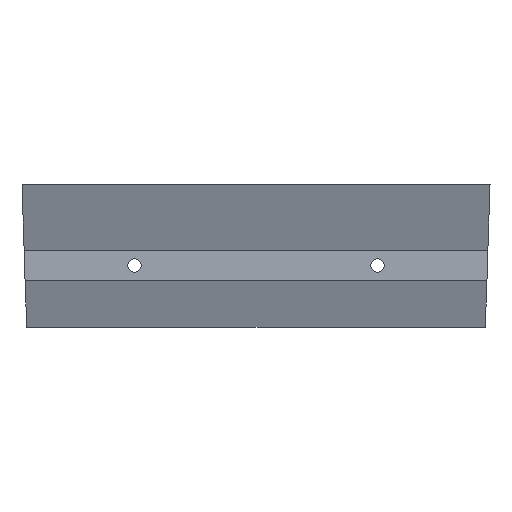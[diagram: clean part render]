
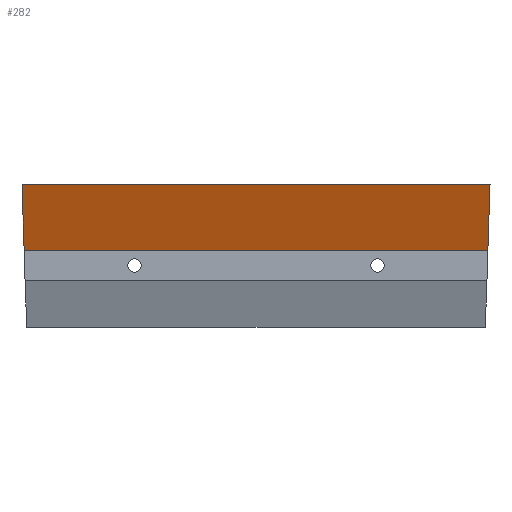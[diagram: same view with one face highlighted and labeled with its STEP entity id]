
A CAD part, top view. The second image highlights one B-rep face of the part: STEP entity #282.
In plain terms, the highlighted planar face has unit normal (0, -0.342, 0.94).
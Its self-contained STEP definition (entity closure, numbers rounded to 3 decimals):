
#42=FACE_OUTER_BOUND('',#59,.T.);
#59=EDGE_LOOP('',(#203,#204,#205,#206));
#82=LINE('',#435,#109);
#88=LINE('',#447,#115);
#89=LINE('',#449,#116);
#90=LINE('',#450,#117);
#109=VECTOR('',#348,10.);
#115=VECTOR('',#356,10.);
#116=VECTOR('',#357,10.);
#117=VECTOR('',#358,10.);
#135=VERTEX_POINT('',#431);
#137=VERTEX_POINT('',#434);
#142=VERTEX_POINT('',#446);
#143=VERTEX_POINT('',#448);
#160=EDGE_CURVE('',#137,#135,#82,.T.);
#166=EDGE_CURVE('',#142,#135,#88,.T.);
#167=EDGE_CURVE('',#142,#143,#89,.T.);
#168=EDGE_CURVE('',#137,#143,#90,.T.);
#203=ORIENTED_EDGE('',*,*,#160,.T.);
#204=ORIENTED_EDGE('',*,*,#166,.F.);
#205=ORIENTED_EDGE('',*,*,#167,.T.);
#206=ORIENTED_EDGE('',*,*,#168,.F.);
#271=PLANE('',#314);
#282=ADVANCED_FACE('',(#42),#271,.T.);
#314=AXIS2_PLACEMENT_3D('',#445,#354,#355);
#348=DIRECTION('',(0.031,0.939,0.342));
#354=DIRECTION('center_axis',(0.,-0.342,0.94));
#355=DIRECTION('ref_axis',(0.,0.94,0.342));
#356=DIRECTION('',(1.,0.,0.));
#357=DIRECTION('',(0.031,-0.939,-0.342));
#358=DIRECTION('',(-1.,0.,0.));
#431=CARTESIAN_POINT('',(43.532,24.527,-10.787));
#434=CARTESIAN_POINT('',(43.177,13.72,-14.72));
#435=CARTESIAN_POINT('',(43.404,20.624,-12.207));
#445=CARTESIAN_POINT('Origin',(45.,13.72,-14.72));
#446=CARTESIAN_POINT('',(-33.532,24.527,-10.787));
#447=CARTESIAN_POINT('',(-35.,24.527,-10.787));
#448=CARTESIAN_POINT('',(-33.177,13.72,-14.72));
#449=CARTESIAN_POINT('',(-32.911,5.618,-17.669));
#450=CARTESIAN_POINT('',(45.,13.72,-14.72));
